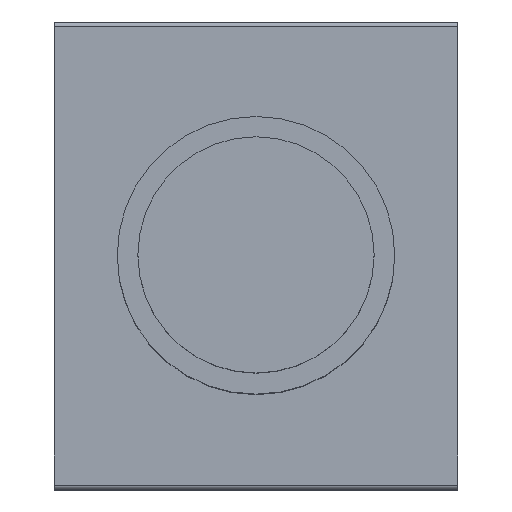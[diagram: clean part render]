
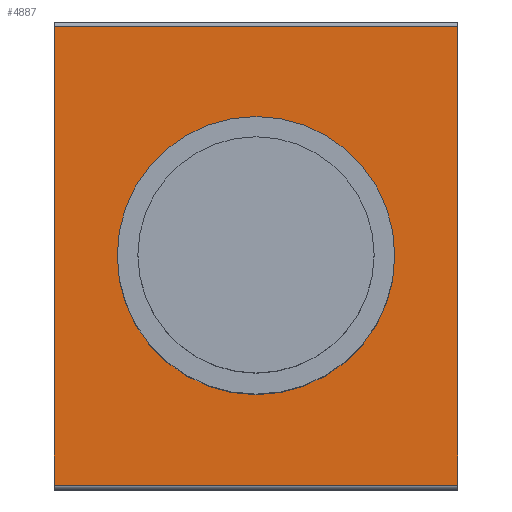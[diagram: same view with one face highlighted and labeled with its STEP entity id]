
A CAD part, top view. The second image highlights one B-rep face of the part: STEP entity #4887.
In plain terms, the highlighted planar face has unit normal (0, 0, 1).
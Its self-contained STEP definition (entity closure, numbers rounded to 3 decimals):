
#36 = CARTESIAN_POINT ( 'NONE',  ( -8.55, -9.7, 14.4 ) ) ;
#80 = VECTOR ( 'NONE', #2306, 1000. ) ;
#101 = CARTESIAN_POINT ( 'NONE',  ( 0., 0., 14.4 ) ) ;
#105 = CIRCLE ( 'NONE', #1187, 5.875 ) ;
#224 = EDGE_LOOP ( 'NONE', ( #3385, #4287 ) ) ;
#428 = ORIENTED_EDGE ( 'NONE', *, *, #630, .T. ) ;
#492 = DIRECTION ( 'NONE',  ( 1., 0., 0. ) ) ;
#630 = EDGE_CURVE ( 'NONE', #1040, #4721, #1978, .T. ) ;
#688 = VERTEX_POINT ( 'NONE', #2885 ) ;
#784 = LINE ( 'NONE', #2137, #2468 ) ;
#807 = EDGE_CURVE ( 'NONE', #3749, #1040, #784, .T. ) ;
#812 = EDGE_LOOP ( 'NONE', ( #428, #1257, #4332, #3299 ) ) ;
#863 = PLANE ( 'NONE',  #4291 ) ;
#1040 = VERTEX_POINT ( 'NONE', #36 ) ;
#1050 = EDGE_CURVE ( 'NONE', #3040, #3749, #1097, .T. ) ;
#1097 = LINE ( 'NONE', #1160, #4951 ) ;
#1160 = CARTESIAN_POINT ( 'NONE',  ( 0., 9.7, 14.4 ) ) ;
#1187 = AXIS2_PLACEMENT_3D ( 'NONE', #1481, #1284, #1464 ) ;
#1230 = VERTEX_POINT ( 'NONE', #4918 ) ;
#1257 = ORIENTED_EDGE ( 'NONE', *, *, #2982, .T. ) ;
#1284 = DIRECTION ( 'NONE',  ( 0., 0., 1. ) ) ;
#1418 = LINE ( 'NONE', #4617, #80 ) ;
#1464 = DIRECTION ( 'NONE',  ( 1., 0., 0. ) ) ;
#1481 = CARTESIAN_POINT ( 'NONE',  ( 0., 0., 14.4 ) ) ;
#1524 = CARTESIAN_POINT ( 'NONE',  ( 8.55, 9.7, 14.4 ) ) ;
#1596 = DIRECTION ( 'NONE',  ( 0., 0., 1. ) ) ;
#1615 = DIRECTION ( 'NONE',  ( 1., 0., 0. ) ) ;
#1760 = CARTESIAN_POINT ( 'NONE',  ( 0., 0., 14.4 ) ) ;
#1827 = EDGE_CURVE ( 'NONE', #688, #1230, #105, .T. ) ;
#1978 = LINE ( 'NONE', #4494, #4524 ) ;
#2137 = CARTESIAN_POINT ( 'NONE',  ( -8.55, 0., 14.4 ) ) ;
#2169 = DIRECTION ( 'NONE',  ( 1., 0., 0. ) ) ;
#2182 = CARTESIAN_POINT ( 'NONE',  ( 8.55, -9.7, 14.4 ) ) ;
#2265 = FACE_OUTER_BOUND ( 'NONE', #812, .T. ) ;
#2306 = DIRECTION ( 'NONE',  ( 0., 1., 0. ) ) ;
#2345 = DIRECTION ( 'NONE',  ( -1., 0., 0. ) ) ;
#2372 = CIRCLE ( 'NONE', #3360, 5.875 ) ;
#2399 = CARTESIAN_POINT ( 'NONE',  ( -8.55, 9.7, 14.4 ) ) ;
#2468 = VECTOR ( 'NONE', #4837, 1000. ) ;
#2547 = EDGE_CURVE ( 'NONE', #1230, #688, #2372, .T. ) ;
#2784 = DIRECTION ( 'NONE',  ( 0., 0., 1. ) ) ;
#2885 = CARTESIAN_POINT ( 'NONE',  ( 5.875, 0., 14.4 ) ) ;
#2982 = EDGE_CURVE ( 'NONE', #4721, #3040, #1418, .T. ) ;
#3040 = VERTEX_POINT ( 'NONE', #1524 ) ;
#3299 = ORIENTED_EDGE ( 'NONE', *, *, #807, .T. ) ;
#3360 = AXIS2_PLACEMENT_3D ( 'NONE', #1760, #1596, #1615 ) ;
#3385 = ORIENTED_EDGE ( 'NONE', *, *, #1827, .F. ) ;
#3640 = FACE_BOUND ( 'NONE', #224, .T. ) ;
#3749 = VERTEX_POINT ( 'NONE', #2399 ) ;
#4287 = ORIENTED_EDGE ( 'NONE', *, *, #2547, .F. ) ;
#4291 = AXIS2_PLACEMENT_3D ( 'NONE', #101, #2784, #492 ) ;
#4332 = ORIENTED_EDGE ( 'NONE', *, *, #1050, .T. ) ;
#4494 = CARTESIAN_POINT ( 'NONE',  ( 0., -9.7, 14.4 ) ) ;
#4524 = VECTOR ( 'NONE', #2169, 1000. ) ;
#4617 = CARTESIAN_POINT ( 'NONE',  ( 8.55, 0., 14.4 ) ) ;
#4721 = VERTEX_POINT ( 'NONE', #2182 ) ;
#4837 = DIRECTION ( 'NONE',  ( 0., -1., 0. ) ) ;
#4887 = ADVANCED_FACE ( 'NONE', ( #3640, #2265 ), #863, .T. ) ;
#4918 = CARTESIAN_POINT ( 'NONE',  ( -5.875, 0., 14.4 ) ) ;
#4951 = VECTOR ( 'NONE', #2345, 1000. ) ;
